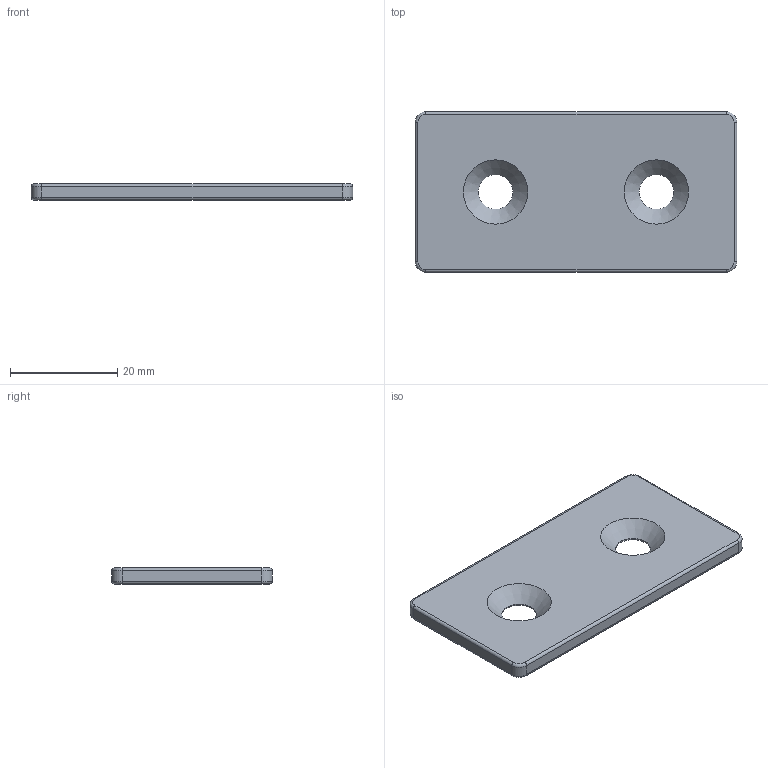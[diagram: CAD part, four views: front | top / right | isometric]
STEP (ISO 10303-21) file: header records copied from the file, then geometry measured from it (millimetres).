
FILE_DESCRIPTION(/* description */ (''),/* implementation_level */ '2;1');
FILE_NAME(/* name */ '10511_Kritec_Lasche_6_60x30x3_verzinkt_mit_Senkungen.stp',/* time_stamp */ '2014-06-05T16:44:21+02:00',/* author */ ('kostic'),/* organization */ (''),/* preprocessor_version */ 'ST-DEVELOPER v15.2',/* originating_system */ 'Autodesk Inventor 2014',/* authorisation */ '');
FILE_SCHEMA (('AUTOMOTIVE_DESIGN { 1 0 10303 214 3 1 1 }'));
Length unit declared in the file: millimetre
Products named in the file (1): 10511_Kritec_Lasche_6_60x30x3_verzinkt_mit_Senkungen
Bounding box: 60 x 30 x 3 mm (x, y, z)
Volume: 4973.7 mm3; surface area: 3990.5 mm2
Topology: 1 solids, 1 shells, 30 faces, 68 edges, 40 vertices
Faces by surface type: cylinder 14, torus 8, plane 6, cone 2
Full cylindrical faces by diameter (mm): 6.5 x2
Entity records: 833 total; most frequent: DIRECTION 162, CARTESIAN_POINT 131, ORIENTED_EDGE 124, AXIS2_PLACEMENT_3D 69, EDGE_CURVE 62, EDGE_LOOP 38, CIRCLE 38, VERTEX_POINT 38
